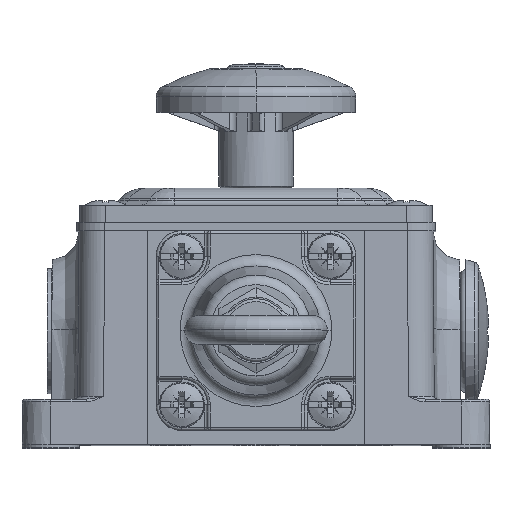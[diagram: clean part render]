
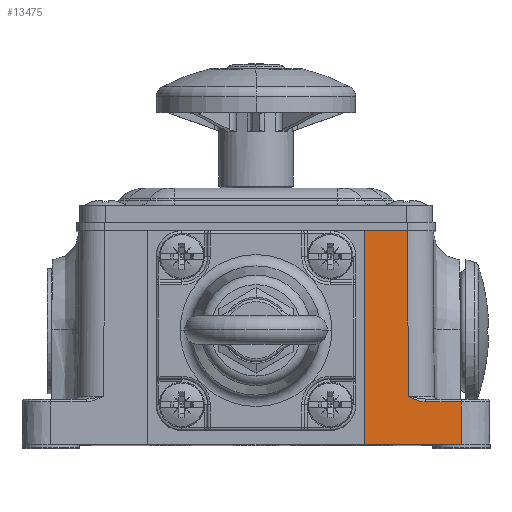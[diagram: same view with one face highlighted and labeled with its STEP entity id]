
A CAD part, top view. The second image highlights one B-rep face of the part: STEP entity #13475.
In plain terms, the highlighted planar face has unit normal (0, 0.003, 1).
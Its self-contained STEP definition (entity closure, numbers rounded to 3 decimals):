
#268=DIRECTION('',(1.,0.,0.));
#269=VECTOR('',#268,17.);
#270=CARTESIAN_POINT('',(19.,0.5,0.));
#271=LINE('',#270,#269);
#1995=DIRECTION('',(0.,-1.,0.003));
#1996=VECTOR('',#1995,7.501);
#1997=CARTESIAN_POINT('',(36.,8.001,
-0.02));
#1998=LINE('',#1997,#1996);
#2316=CARTESIAN_POINT('',(26.732,8.999,
-0.023));
#2330=CARTESIAN_POINT('',(26.732,8.999,
-0.023));
#2331=CARTESIAN_POINT('',(26.844,8.942,
-0.023));
#2332=CARTESIAN_POINT('',(27.079,8.824,
-0.022));
#2333=CARTESIAN_POINT('',(27.467,8.637,
-0.022));
#2334=CARTESIAN_POINT('',(27.894,8.444,
-0.021));
#2335=CARTESIAN_POINT('',(28.398,8.247,
-0.021));
#2336=CARTESIAN_POINT('',(28.88,8.104,
-0.02));
#2337=CARTESIAN_POINT('',(29.324,8.02,
-0.02));
#2338=CARTESIAN_POINT('',(29.598,8.001,
-0.02));
#2339=CARTESIAN_POINT('',(29.728,8.001,
-0.02));
#2351=DIRECTION('',(1.,0.,0.));
#2352=VECTOR('',#2351,6.272);
#2353=CARTESIAN_POINT('',(29.728,8.001,
-0.02));
#2354=LINE('',#2353,#2352);
#2366=DIRECTION('',(0.,1.,-0.003));
#2367=VECTOR('',#2366,37.5);
#2368=CARTESIAN_POINT('',(19.,0.5,0.));
#2369=LINE('',#2368,#2367);
#2373=DIRECTION('',(1.,0.,0.));
#2374=VECTOR('',#2373,7.5);
#2375=CARTESIAN_POINT('',(19.,38.,-0.1));
#2376=LINE('',#2375,#2374);
#2394=DIRECTION('',(-0.008,1.,-0.003));
#2395=VECTOR('',#2394,29.002);
#2396=CARTESIAN_POINT('',(26.732,8.999,
-0.023));
#2397=LINE('',#2396,#2395);
#9524=CARTESIAN_POINT('',(36.,0.5,0.));
#9526=VERTEX_POINT('',#9524);
#9567=CARTESIAN_POINT('',(19.,0.5,0.));
#9569=VERTEX_POINT('',#9567);
#9607=CARTESIAN_POINT('',(19.,38.,-0.1));
#9608=CARTESIAN_POINT('',(26.5,38.,-0.1));
#9609=VERTEX_POINT('',#9607);
#9610=VERTEX_POINT('',#9608);
#10433=CARTESIAN_POINT('',(36.,8.001,-0.02));
#10434=VERTEX_POINT('',#10433);
#10437=CARTESIAN_POINT('',(29.728,8.001,
-0.02));
#10438=VERTEX_POINT('',#10437);
#10439=VERTEX_POINT('',#2316);
#13458=CARTESIAN_POINT('',(-31.3,38.,-0.1));
#13459=DIRECTION('',(0.,0.003,1.));
#13460=DIRECTION('',(0.,-1.,0.003));
#13461=AXIS2_PLACEMENT_3D('',#13458,#13459,#13460);
#13462=PLANE('',#13461);
#13463=ORIENTED_EDGE('',*,*,#13445,.T.);
#13464=ORIENTED_EDGE('',*,*,#12848,.T.);
#13465=ORIENTED_EDGE('',*,*,#10706,.F.);
#13467=ORIENTED_EDGE('',*,*,#13466,.T.);
#13469=ORIENTED_EDGE('',*,*,#13468,.T.);
#13471=ORIENTED_EDGE('',*,*,#13470,.F.);
#13472=ORIENTED_EDGE('',*,*,#13426,.T.);
#13473=EDGE_LOOP('',(#13463,#13464,#13465,#13467,#13469,#13471,#13472));
#13474=FACE_OUTER_BOUND('',#13473,.F.);
#13475=ADVANCED_FACE('',(#13474),#13462,.T.);
#2340=B_SPLINE_CURVE_WITH_KNOTS('',3,(#2330,#2331,#2332,#2333,#2334,#2335,#2336,
#2337,#2338,#2339),.UNSPECIFIED.,.F.,.F.,(4,1,1,1,1,1,1,4),(0.,
0.143,0.286,0.429,0.571,
0.714,0.857,1.),.UNSPECIFIED.);
#10706=EDGE_CURVE('',#9569,#9526,#271,.T.);
#12848=EDGE_CURVE('',#10434,#9526,#1998,.T.);
#13426=EDGE_CURVE('',#10439,#10438,#2340,.T.);
#13445=EDGE_CURVE('',#10438,#10434,#2354,.T.);
#13466=EDGE_CURVE('',#9569,#9609,#2369,.T.);
#13468=EDGE_CURVE('',#9609,#9610,#2376,.T.);
#13470=EDGE_CURVE('',#10439,#9610,#2397,.T.);
